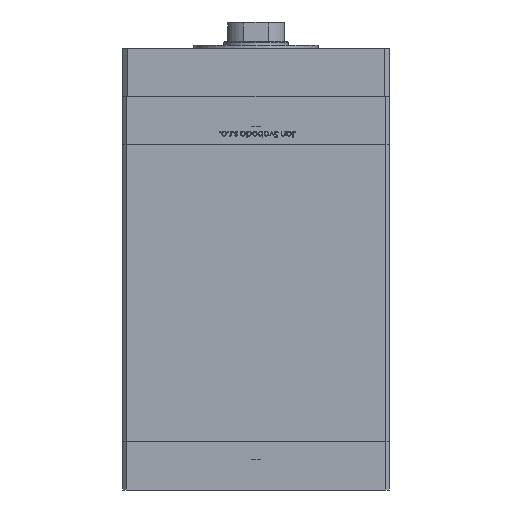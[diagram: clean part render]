
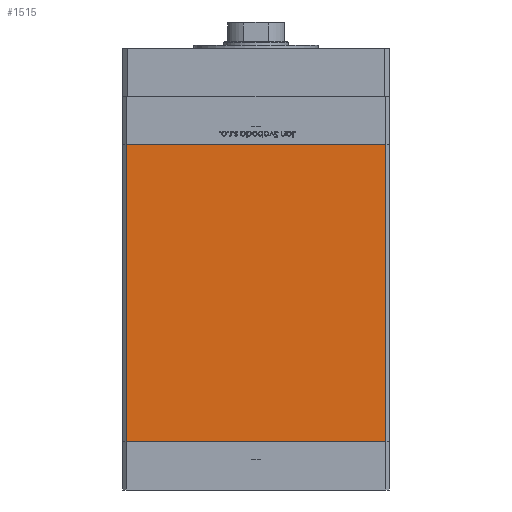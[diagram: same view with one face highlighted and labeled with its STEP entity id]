
A CAD part, front view. The second image highlights one B-rep face of the part: STEP entity #1515.
In plain terms, the highlighted planar face has unit normal (0, -1, 0).
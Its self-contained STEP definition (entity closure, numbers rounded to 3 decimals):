
#137 = ORIENTED_EDGE ( 'NONE', *, *, #43573, .T. ) ;
#388 = VECTOR ( 'NONE', #34101, 1000. ) ;
#1401 = LINE ( 'NONE', #6521, #49870 ) ;
#1492 = CARTESIAN_POINT ( 'NONE',  ( -73., -62.5, 0. ) ) ;
#1515 = ADVANCED_FACE ( 'NONE', ( #5431 ), #13839, .F. ) ;
#2000 = CARTESIAN_POINT ( 'NONE',  ( -73., -62.5, 0. ) ) ;
#3787 = CARTESIAN_POINT ( 'NONE',  ( 73., -62.5, 167. ) ) ;
#4680 = VECTOR ( 'NONE', #38857, 1000. ) ;
#5096 = LINE ( 'NONE', #33286, #388 ) ;
#5431 = FACE_OUTER_BOUND ( 'NONE', #33424, .T. ) ;
#6521 = CARTESIAN_POINT ( 'NONE',  ( -73., -62.5, 167. ) ) ;
#8173 = ORIENTED_EDGE ( 'NONE', *, *, #52319, .F. ) ;
#8298 = VERTEX_POINT ( 'NONE', #1492 ) ;
#8956 = CARTESIAN_POINT ( 'NONE',  ( -73., -62.5, 167. ) ) ;
#9218 = VERTEX_POINT ( 'NONE', #41273 ) ;
#9591 = LINE ( 'NONE', #2000, #4680 ) ;
#10323 = DIRECTION ( 'NONE',  ( 1., 0., 0. ) ) ;
#11250 = VERTEX_POINT ( 'NONE', #34165 ) ;
#13111 = AXIS2_PLACEMENT_3D ( 'NONE', #8956, #50969, #25776 ) ;
#13839 = PLANE ( 'NONE',  #13111 ) ;
#16027 = EDGE_CURVE ( 'NONE', #11250, #48398, #29259, .T. ) ;
#17607 = VECTOR ( 'NONE', #45779, 1000. ) ;
#25776 = DIRECTION ( 'NONE',  ( 0., 0., 1. ) ) ;
#28852 = CARTESIAN_POINT ( 'NONE',  ( 73., -62.5, 0. ) ) ;
#29259 = LINE ( 'NONE', #3787, #17607 ) ;
#30380 = ORIENTED_EDGE ( 'NONE', *, *, #48447, .T. ) ;
#31687 = ORIENTED_EDGE ( 'NONE', *, *, #16027, .F. ) ;
#33286 = CARTESIAN_POINT ( 'NONE',  ( -73., -62.5, 167. ) ) ;
#33424 = EDGE_LOOP ( 'NONE', ( #30380, #31687, #8173, #137 ) ) ;
#34101 = DIRECTION ( 'NONE',  ( 0., 0., -1. ) ) ;
#34165 = CARTESIAN_POINT ( 'NONE',  ( 73., -62.5, 167. ) ) ;
#38857 = DIRECTION ( 'NONE',  ( 1., 0., 0. ) ) ;
#41273 = CARTESIAN_POINT ( 'NONE',  ( -73., -62.5, 167. ) ) ;
#43573 = EDGE_CURVE ( 'NONE', #9218, #8298, #5096, .T. ) ;
#45779 = DIRECTION ( 'NONE',  ( 0., 0., -1. ) ) ;
#48398 = VERTEX_POINT ( 'NONE', #28852 ) ;
#48447 = EDGE_CURVE ( 'NONE', #8298, #48398, #9591, .T. ) ;
#49870 = VECTOR ( 'NONE', #10323, 1000. ) ;
#50969 = DIRECTION ( 'NONE',  ( 0., 1., 0. ) ) ;
#52319 = EDGE_CURVE ( 'NONE', #9218, #11250, #1401, .T. ) ;
